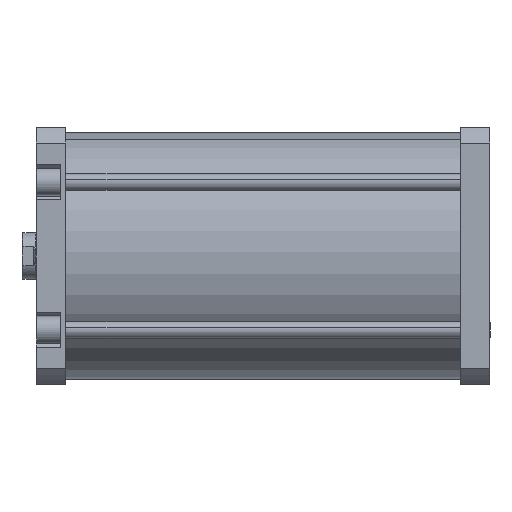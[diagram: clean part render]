
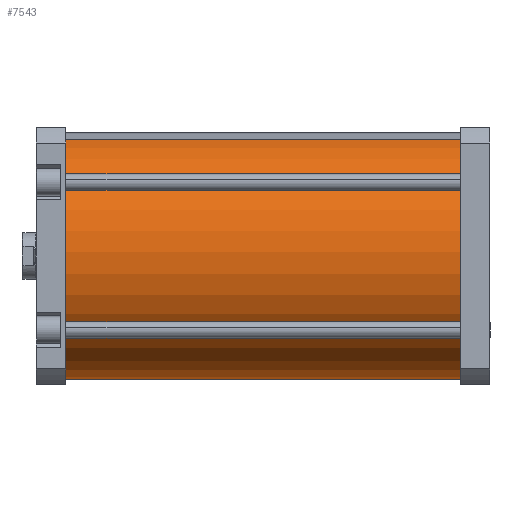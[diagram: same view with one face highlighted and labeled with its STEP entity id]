
A CAD part, front view. The second image highlights one B-rep face of the part: STEP entity #7543.
In plain terms, the highlighted cylindrical face has radius 105 mm (diameter 210 mm), a partial arc.
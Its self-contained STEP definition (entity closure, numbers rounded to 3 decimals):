
#303 = VERTEX_POINT ( 'NONE', #656 ) ;
#304 = VERTEX_POINT ( 'NONE', #657 ) ;
#305 = VERTEX_POINT ( 'NONE', #658 ) ;
#306 = VERTEX_POINT ( 'NONE', #659 ) ;
#656 = CARTESIAN_POINT ( 'NONE',  ( 105., 0., 337. ) ) ;
#657 = CARTESIAN_POINT ( 'NONE',  ( -105., 0., 337. ) ) ;
#658 = CARTESIAN_POINT ( 'NONE',  ( 105., 0., 0. ) ) ;
#659 = CARTESIAN_POINT ( 'NONE',  ( -105., 0., 0. ) ) ;
#1269 = CARTESIAN_POINT ( 'NONE',  ( 0., 0., 0. ) ) ;
#1270 = DIRECTION ( 'NONE',  ( 0., 0., 1. ) ) ;
#1271 = DIRECTION ( 'NONE',  ( 1., 0., 0. ) ) ;
#1301 = CARTESIAN_POINT ( 'NONE',  ( -105., 0., 337. ) ) ;
#1304 = CARTESIAN_POINT ( 'NONE',  ( 0., 0., 337. ) ) ;
#1305 = DIRECTION ( 'NONE',  ( 0., 0., 1. ) ) ;
#1306 = DIRECTION ( 'NONE',  ( 1., 0., 0. ) ) ;
#1307 = DIRECTION ( 'NONE',  ( 0., 0., -1. ) ) ;
#1375 = CARTESIAN_POINT ( 'NONE',  ( 105., 0., 337. ) ) ;
#1379 = DIRECTION ( 'NONE',  ( 0., 0., -1. ) ) ;
#1671 = AXIS2_PLACEMENT_3D ( 'NONE', #1269, #1270, #1271 ) ;
#1676 = AXIS2_PLACEMENT_3D ( 'NONE', #1304, #1305, #1306 ) ;
#1834 = AXIS2_PLACEMENT_3D ( 'NONE', #5519, #5518, #5517 ) ;
#2727 = CIRCLE ( 'NONE', #1671, 105. ) ;
#2739 = VECTOR ( 'NONE', #1307, 1000. ) ;
#2747 = LINE ( 'NONE', #1301, #2739 ) ;
#2748 = CIRCLE ( 'NONE', #1676, 105. ) ;
#2789 = LINE ( 'NONE', #1375, #2797 ) ;
#2797 = VECTOR ( 'NONE', #1379, 1000. ) ;
#3345 = EDGE_CURVE ( 'NONE', #306, #305, #2727, .T. ) ;
#3359 = EDGE_CURVE ( 'NONE', #304, #303, #2748, .T. ) ;
#3360 = EDGE_CURVE ( 'NONE', #304, #306, #2747, .T. ) ;
#3390 = EDGE_CURVE ( 'NONE', #303, #305, #2789, .T. ) ;
#3825 = ORIENTED_EDGE ( 'NONE', *, *, #3360, .T. ) ;
#3920 = ORIENTED_EDGE ( 'NONE', *, *, #3390, .F. ) ;
#3943 = ORIENTED_EDGE ( 'NONE', *, *, #3359, .F. ) ;
#3948 = ORIENTED_EDGE ( 'NONE', *, *, #3345, .T. ) ;
#4273 = EDGE_LOOP ( 'NONE', ( #3920, #3943, #3825, #3948 ) ) ;
#5517 = DIRECTION ( 'NONE',  ( -1., 0., 0. ) ) ;
#5518 = DIRECTION ( 'NONE',  ( 0., 0., -1. ) ) ;
#5519 = CARTESIAN_POINT ( 'NONE',  ( 0., 0., 337. ) ) ;
#6045 = FACE_OUTER_BOUND ( 'NONE', #4273, .T. ) ;
#6048 = CYLINDRICAL_SURFACE ( 'NONE', #1834, 105. ) ;
#7543 = ADVANCED_FACE ( 'NONE', ( #6045 ), #6048, .T. ) ;
